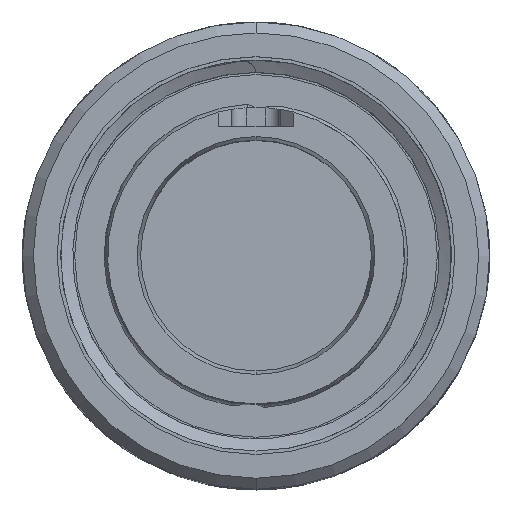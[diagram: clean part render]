
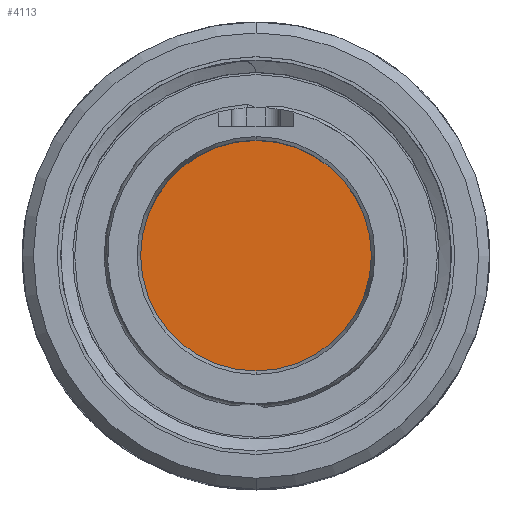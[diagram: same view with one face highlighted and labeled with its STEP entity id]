
A CAD part, top view. The second image highlights one B-rep face of the part: STEP entity #4113.
In plain terms, the highlighted planar face has unit normal (0, 0, 1).
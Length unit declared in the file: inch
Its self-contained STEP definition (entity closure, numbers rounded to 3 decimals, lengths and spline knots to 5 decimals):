
#164 = CARTESIAN_POINT ( 'NONE',  ( 0., 0.2625, -0.527 ) ) ;
#777 = DIRECTION ( 'NONE',  ( -1., 0., 0. ) ) ;
#1083 = CARTESIAN_POINT ( 'NONE',  ( 0., 0., -0.527 ) ) ;
#1246 = DIRECTION ( 'NONE',  ( 0., 0., 1. ) ) ;
#1314 = CARTESIAN_POINT ( 'NONE',  ( 0., -0.2625, -0.527 ) ) ;
#1532 = CIRCLE ( 'NONE', #1978, 0.2625 ) ;
#1978 = AXIS2_PLACEMENT_3D ( 'NONE', #2919, #1246, #777 ) ;
#2267 = DIRECTION ( 'NONE',  ( 0., 0., -1. ) ) ;
#2380 = DIRECTION ( 'NONE',  ( -1., 0., 0. ) ) ;
#2477 = VERTEX_POINT ( 'NONE', #1314 ) ;
#2848 = DIRECTION ( 'NONE',  ( -1., 0., 0. ) ) ;
#2851 = EDGE_CURVE ( 'NONE', #2477, #3449, #4801, .T. ) ;
#2919 = CARTESIAN_POINT ( 'NONE',  ( 0., 0., -0.527 ) ) ;
#2923 = AXIS2_PLACEMENT_3D ( 'NONE', #4119, #2267, #2380 ) ;
#3109 = EDGE_CURVE ( 'NONE', #3449, #2477, #1532, .T. ) ;
#3449 = VERTEX_POINT ( 'NONE', #164 ) ;
#3594 = ORIENTED_EDGE ( 'NONE', *, *, #2851, .T. ) ;
#3964 = EDGE_LOOP ( 'NONE', ( #3594, #5618 ) ) ;
#4113 = ADVANCED_FACE ( 'NONE', ( #4586 ), #5419, .F. ) ;
#4119 = CARTESIAN_POINT ( 'NONE',  ( 0., 0.27542, -0.527 ) ) ;
#4586 = FACE_OUTER_BOUND ( 'NONE', #3964, .T. ) ;
#4801 = CIRCLE ( 'NONE', #5258, 0.2625 ) ;
#5258 = AXIS2_PLACEMENT_3D ( 'NONE', #1083, #5504, #2848 ) ;
#5419 = PLANE ( 'NONE',  #2923 ) ;
#5504 = DIRECTION ( 'NONE',  ( 0., 0., 1. ) ) ;
#5618 = ORIENTED_EDGE ( 'NONE', *, *, #3109, .T. ) ;
